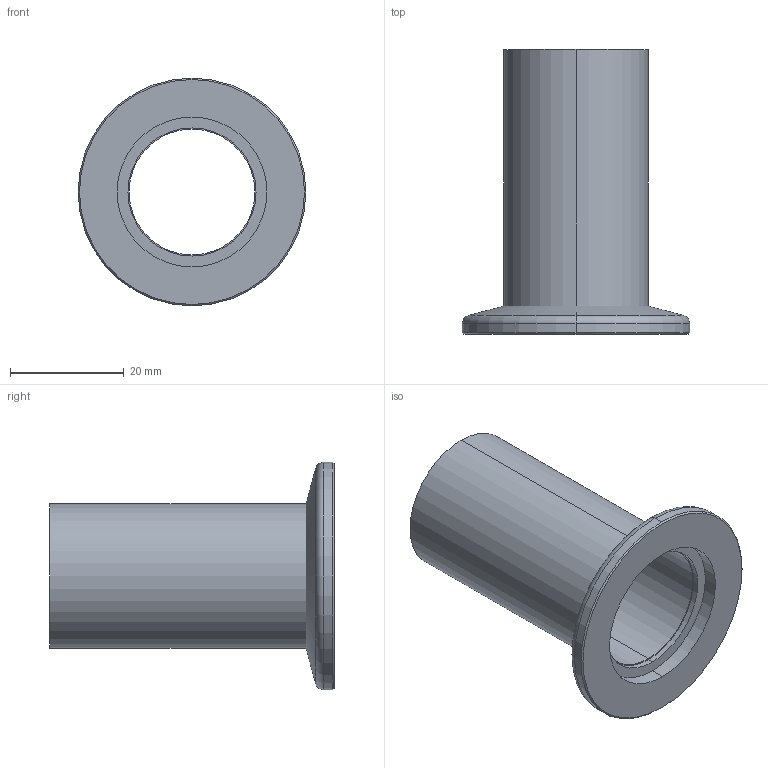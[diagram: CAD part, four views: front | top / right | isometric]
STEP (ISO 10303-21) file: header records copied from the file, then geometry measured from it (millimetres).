
FILE_DESCRIPTION (( 'STEP AP214' ), '1' );
FILE_NAME ('Hositrad_KO25-25.STEP', '2011-09-27T09:37:46', ( '' ), ( '' ), 'SwSTEP 2.0', 'SolidWorks 2011', '' );
FILE_SCHEMA (( 'AUTOMOTIVE_DESIGN' ));
Length unit declared in the file: millimetre
Products named in the file (3): Hositrad_KO25-25; KF25-WS_KF25-25Ws; Tube-full-N_L46.5Dia25.4
Assembly tree (2 placements, depth 2):
  Hositrad_KO25-25
    KF25-WS_KF25-25Ws
    Tube-full-N_L46.5Dia25.4
Bounding box: 40 x 50 x 40 mm (x, y, z)
Volume: 8629.8 mm3; surface area: 9637.5 mm2
Topology: 2 solids, 2 shells, 23 faces, 46 edges, 28 vertices
Faces by surface type: cylinder 12, plane 5, cone 4, torus 2
Entity records: 724 total; most frequent: DIRECTION 132, CARTESIAN_POINT 102, ORIENTED_EDGE 92, AXIS2_PLACEMENT_3D 58, EDGE_CURVE 46, CIRCLE 30, VERTEX_POINT 28, EDGE_LOOP 28
